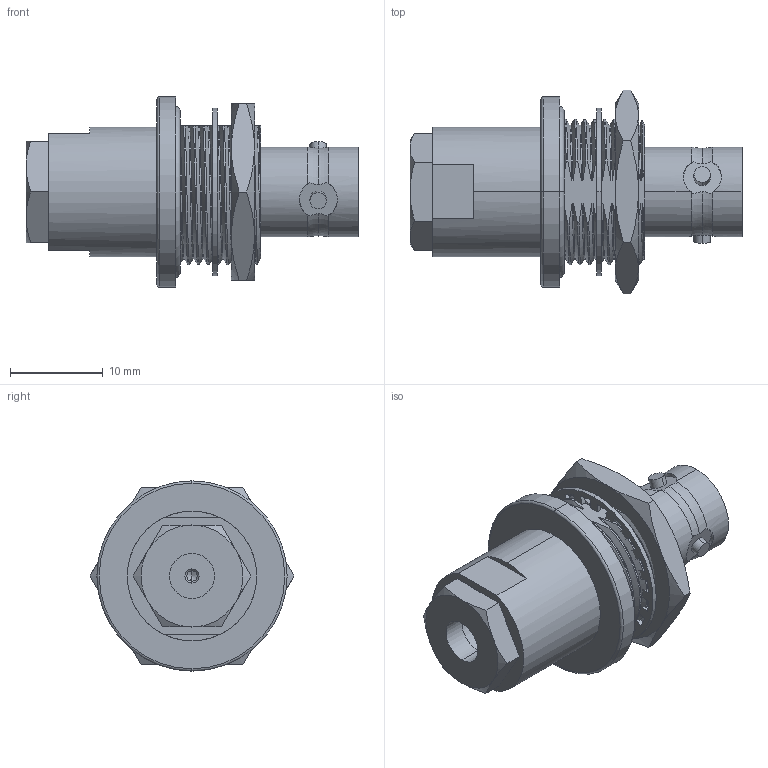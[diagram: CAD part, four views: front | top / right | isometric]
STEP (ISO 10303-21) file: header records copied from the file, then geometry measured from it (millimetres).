
FILE_DESCRIPTION (( 'STEP AP214' ), '1' );
FILE_NAME ('FMCN10-06573-231_3D.step', '2024-06-11T22:26:29', ( '' ), ( '' ), 'SwSTEP 2.0', 'SolidWorks 2022', '' );
FILE_SCHEMA (( 'AUTOMOTIVE_DESIGN' ));
Length unit declared in the file: inch
Products named in the file (7): Copy of 10-06573-MA3^FMCN10-06573-231; Copy of 10-06573-MA1^FMCN10-06573-231; FMCN10-06573-231_3D; Copy of 10-06573-MA2^FMCN10-06573-231; Copy of 10-06573-MA6^FMCN10-06573-231; Copy of 10-06573-MA5^FMCN10-06573-231; Copy of 10-06573-MA4^FMCN10-06573-231
Assembly tree (6 placements, depth 2):
  FMCN10-06573-231_3D
    Copy of 10-06573-MA1^FMCN10-06573-231
    Copy of 10-06573-MA5^FMCN10-06573-231
    Copy of 10-06573-MA2^FMCN10-06573-231
    Copy of 10-06573-MA3^FMCN10-06573-231
    Copy of 10-06573-MA4^FMCN10-06573-231
    Copy of 10-06573-MA6^FMCN10-06573-231
Bounding box: 35.81 x 22 x 20.52 mm (x, y, z)
Volume: 4256.7 mm3; surface area: 5327.5 mm2
Topology: 6 solids, 6 shells, 320 faces, 823 edges, 529 vertices
Faces by surface type: cylinder 119, plane 100, cone 54, bspline 33, torus 14
Entity records: 21855 total; most frequent: CARTESIAN_POINT 13692, ORIENTED_EDGE 1642, DIRECTION 1445, EDGE_CURVE 821, AXIS2_PLACEMENT_3D 570, VERTEX_POINT 529, EDGE_LOOP 346, FACE_OUTER_BOUND 320
